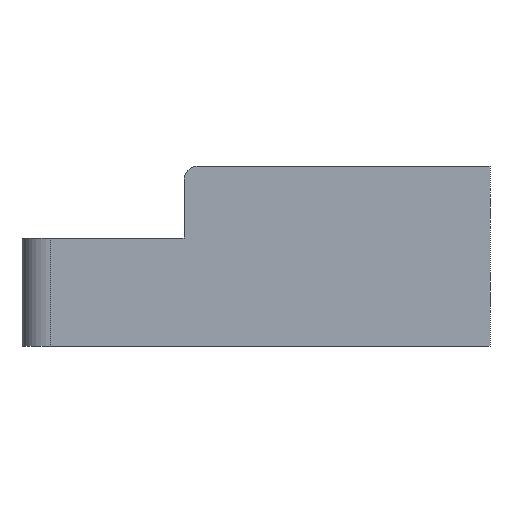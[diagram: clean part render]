
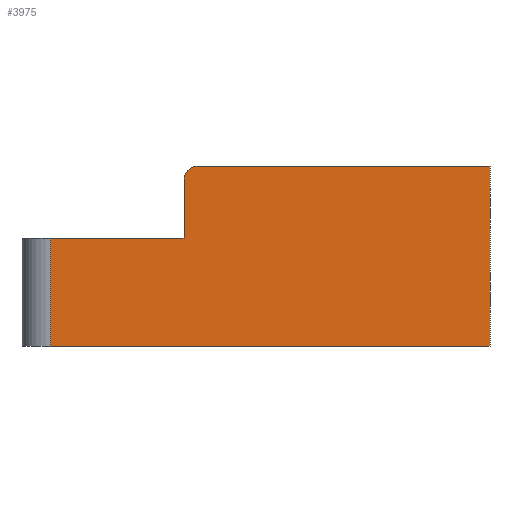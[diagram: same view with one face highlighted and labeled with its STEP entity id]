
A CAD part, left-side view. The second image highlights one B-rep face of the part: STEP entity #3975.
In plain terms, the highlighted planar face has unit normal (-1, 0, 0).
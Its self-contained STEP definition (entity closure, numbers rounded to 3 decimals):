
#32 = PLANE('',#33);
#33 = AXIS2_PLACEMENT_3D('',#34,#35,#36);
#34 = CARTESIAN_POINT('',(0.,0.,0.));
#35 = DIRECTION('',(0.,0.,1.));
#36 = DIRECTION('',(1.,0.,0.));
#114 = VERTEX_POINT('',#115);
#115 = CARTESIAN_POINT('',(0.,61.,0.));
#130 = CYLINDRICAL_SURFACE('',#131,4.);
#131 = AXIS2_PLACEMENT_3D('',#132,#133,#134);
#132 = CARTESIAN_POINT('',(4.,61.,0.));
#133 = DIRECTION('',(0.,0.,1.));
#134 = DIRECTION('',(0.,1.,0.));
#142 = EDGE_CURVE('',#143,#114,#145,.T.);
#143 = VERTEX_POINT('',#144);
#144 = CARTESIAN_POINT('',(0.,0.,0.));
#145 = SURFACE_CURVE('',#146,(#150,#157),.PCURVE_S1.);
#146 = LINE('',#147,#148);
#147 = CARTESIAN_POINT('',(0.,0.,0.));
#148 = VECTOR('',#149,1.);
#149 = DIRECTION('',(0.,1.,0.));
#150 = PCURVE('',#32,#151);
#151 = DEFINITIONAL_REPRESENTATION('',(#152),#156);
#152 = LINE('',#153,#154);
#153 = CARTESIAN_POINT('',(0.,0.));
#154 = VECTOR('',#155,1.);
#155 = DIRECTION('',(0.,1.));
#156 = ( GEOMETRIC_REPRESENTATION_CONTEXT(2) 
PARAMETRIC_REPRESENTATION_CONTEXT() REPRESENTATION_CONTEXT('2D SPACE',''
  ) );
#157 = PCURVE('',#158,#163);
#158 = PLANE('',#159);
#159 = AXIS2_PLACEMENT_3D('',#160,#161,#162);
#160 = CARTESIAN_POINT('',(0.,0.,0.));
#161 = DIRECTION('',(-1.,0.,0.));
#162 = DIRECTION('',(0.,0.,-1.));
#163 = DEFINITIONAL_REPRESENTATION('',(#164),#168);
#164 = LINE('',#165,#166);
#165 = CARTESIAN_POINT('',(0.,0.));
#166 = VECTOR('',#167,1.);
#167 = DIRECTION('',(0.,-1.));
#168 = ( GEOMETRIC_REPRESENTATION_CONTEXT(2) 
PARAMETRIC_REPRESENTATION_CONTEXT() REPRESENTATION_CONTEXT('2D SPACE',''
  ) );
#186 = PLANE('',#187);
#187 = AXIS2_PLACEMENT_3D('',#188,#189,#190);
#188 = CARTESIAN_POINT('',(0.,0.,0.));
#189 = DIRECTION('',(0.,1.,0.));
#190 = DIRECTION('',(0.,0.,1.));
#599 = PLANE('',#600);
#600 = AXIS2_PLACEMENT_3D('',#601,#602,#603);
#601 = CARTESIAN_POINT('',(0.,0.,15.));
#602 = DIRECTION('',(0.,0.,1.));
#603 = DIRECTION('',(1.,0.,0.));
#928 = PLANE('',#929);
#929 = AXIS2_PLACEMENT_3D('',#930,#931,#932);
#930 = CARTESIAN_POINT('',(26.488,30.5,25.));
#931 = DIRECTION('',(0.,0.,1.));
#932 = DIRECTION('',(1.,0.,0.));
#2609 = EDGE_CURVE('',#114,#2610,#2612,.T.);
#2610 = VERTEX_POINT('',#2611);
#2611 = CARTESIAN_POINT('',(0.,61.,15.));
#2612 = SURFACE_CURVE('',#2613,(#2617,#2624),.PCURVE_S1.);
#2613 = LINE('',#2614,#2615);
#2614 = CARTESIAN_POINT('',(0.,61.,0.));
#2615 = VECTOR('',#2616,1.);
#2616 = DIRECTION('',(0.,0.,1.));
#2617 = PCURVE('',#130,#2618);
#2618 = DEFINITIONAL_REPRESENTATION('',(#2619),#2623);
#2619 = LINE('',#2620,#2621);
#2620 = CARTESIAN_POINT('',(1.571,0.));
#2621 = VECTOR('',#2622,1.);
#2622 = DIRECTION('',(0.,1.));
#2623 = ( GEOMETRIC_REPRESENTATION_CONTEXT(2) 
PARAMETRIC_REPRESENTATION_CONTEXT() REPRESENTATION_CONTEXT('2D SPACE',''
  ) );
#2624 = PCURVE('',#158,#2625);
#2625 = DEFINITIONAL_REPRESENTATION('',(#2626),#2630);
#2626 = LINE('',#2627,#2628);
#2627 = CARTESIAN_POINT('',(0.,-61.));
#2628 = VECTOR('',#2629,1.);
#2629 = DIRECTION('',(-1.,0.));
#2630 = ( GEOMETRIC_REPRESENTATION_CONTEXT(2) 
PARAMETRIC_REPRESENTATION_CONTEXT() REPRESENTATION_CONTEXT('2D SPACE',''
  ) );
#3004 = EDGE_CURVE('',#3005,#2610,#3007,.T.);
#3005 = VERTEX_POINT('',#3006);
#3006 = CARTESIAN_POINT('',(0.,42.5,15.));
#3007 = SURFACE_CURVE('',#3008,(#3012,#3019),.PCURVE_S1.);
#3008 = LINE('',#3009,#3010);
#3009 = CARTESIAN_POINT('',(0.,0.,15.));
#3010 = VECTOR('',#3011,1.);
#3011 = DIRECTION('',(0.,1.,0.));
#3012 = PCURVE('',#599,#3013);
#3013 = DEFINITIONAL_REPRESENTATION('',(#3014),#3018);
#3014 = LINE('',#3015,#3016);
#3015 = CARTESIAN_POINT('',(0.,0.));
#3016 = VECTOR('',#3017,1.);
#3017 = DIRECTION('',(0.,1.));
#3018 = ( GEOMETRIC_REPRESENTATION_CONTEXT(2) 
PARAMETRIC_REPRESENTATION_CONTEXT() REPRESENTATION_CONTEXT('2D SPACE',''
  ) );
#3019 = PCURVE('',#158,#3020);
#3020 = DEFINITIONAL_REPRESENTATION('',(#3021),#3025);
#3021 = LINE('',#3022,#3023);
#3022 = CARTESIAN_POINT('',(-15.,0.));
#3023 = VECTOR('',#3024,1.);
#3024 = DIRECTION('',(0.,-1.));
#3025 = ( GEOMETRIC_REPRESENTATION_CONTEXT(2) 
PARAMETRIC_REPRESENTATION_CONTEXT() REPRESENTATION_CONTEXT('2D SPACE',''
  ) );
#3041 = PLANE('',#3042);
#3042 = AXIS2_PLACEMENT_3D('',#3043,#3044,#3045);
#3043 = CARTESIAN_POINT('',(0.,42.5,15.));
#3044 = DIRECTION('',(0.,1.,0.));
#3045 = DIRECTION('',(0.,0.,1.));
#3642 = EDGE_CURVE('',#3005,#3643,#3645,.T.);
#3643 = VERTEX_POINT('',#3644);
#3644 = CARTESIAN_POINT('',(0.,42.5,23.));
#3645 = SURFACE_CURVE('',#3646,(#3650,#3657),.PCURVE_S1.);
#3646 = LINE('',#3647,#3648);
#3647 = CARTESIAN_POINT('',(0.,42.5,15.));
#3648 = VECTOR('',#3649,1.);
#3649 = DIRECTION('',(0.,0.,1.));
#3650 = PCURVE('',#3041,#3651);
#3651 = DEFINITIONAL_REPRESENTATION('',(#3652),#3656);
#3652 = LINE('',#3653,#3654);
#3653 = CARTESIAN_POINT('',(0.,0.));
#3654 = VECTOR('',#3655,1.);
#3655 = DIRECTION('',(1.,0.));
#3656 = ( GEOMETRIC_REPRESENTATION_CONTEXT(2) 
PARAMETRIC_REPRESENTATION_CONTEXT() REPRESENTATION_CONTEXT('2D SPACE',''
  ) );
#3657 = PCURVE('',#158,#3658);
#3658 = DEFINITIONAL_REPRESENTATION('',(#3659),#3663);
#3659 = LINE('',#3660,#3661);
#3660 = CARTESIAN_POINT('',(-15.,-42.5));
#3661 = VECTOR('',#3662,1.);
#3662 = DIRECTION('',(-1.,0.));
#3663 = ( GEOMETRIC_REPRESENTATION_CONTEXT(2) 
PARAMETRIC_REPRESENTATION_CONTEXT() REPRESENTATION_CONTEXT('2D SPACE',''
  ) );
#3681 = CYLINDRICAL_SURFACE('',#3682,2.);
#3682 = AXIS2_PLACEMENT_3D('',#3683,#3684,#3685);
#3683 = CARTESIAN_POINT('',(16.,40.5,23.));
#3684 = DIRECTION('',(-1.,0.,0.));
#3685 = DIRECTION('',(0.,0.,1.));
#3848 = EDGE_CURVE('',#3849,#3643,#3851,.T.);
#3849 = VERTEX_POINT('',#3850);
#3850 = CARTESIAN_POINT('',(0.,40.5,25.));
#3851 = SURFACE_CURVE('',#3852,(#3857,#3864),.PCURVE_S1.);
#3852 = CIRCLE('',#3853,2.);
#3853 = AXIS2_PLACEMENT_3D('',#3854,#3855,#3856);
#3854 = CARTESIAN_POINT('',(0.,40.5,23.));
#3855 = DIRECTION('',(-1.,0.,0.));
#3856 = DIRECTION('',(0.,0.,-1.));
#3857 = PCURVE('',#3681,#3858);
#3858 = DEFINITIONAL_REPRESENTATION('',(#3859),#3863);
#3859 = LINE('',#3860,#3861);
#3860 = CARTESIAN_POINT('',(-3.142,16.));
#3861 = VECTOR('',#3862,1.);
#3862 = DIRECTION('',(1.,0.));
#3863 = ( GEOMETRIC_REPRESENTATION_CONTEXT(2) 
PARAMETRIC_REPRESENTATION_CONTEXT() REPRESENTATION_CONTEXT('2D SPACE',''
  ) );
#3864 = PCURVE('',#158,#3865);
#3865 = DEFINITIONAL_REPRESENTATION('',(#3866),#3870);
#3866 = CIRCLE('',#3867,2.);
#3867 = AXIS2_PLACEMENT_2D('',#3868,#3869);
#3868 = CARTESIAN_POINT('',(-23.,-40.5));
#3869 = DIRECTION('',(1.,0.));
#3870 = ( GEOMETRIC_REPRESENTATION_CONTEXT(2) 
PARAMETRIC_REPRESENTATION_CONTEXT() REPRESENTATION_CONTEXT('2D SPACE',''
  ) );
#3901 = VERTEX_POINT('',#3902);
#3902 = CARTESIAN_POINT('',(0.,0.,25.));
#3923 = EDGE_CURVE('',#3924,#3901,#3926,.T.);
#3924 = VERTEX_POINT('',#3925);
#3925 = CARTESIAN_POINT('',(0.,0.,15.));
#3926 = SURFACE_CURVE('',#3927,(#3931,#3938),.PCURVE_S1.);
#3927 = LINE('',#3928,#3929);
#3928 = CARTESIAN_POINT('',(0.,0.,15.));
#3929 = VECTOR('',#3930,1.);
#3930 = DIRECTION('',(0.,0.,1.));
#3931 = PCURVE('',#186,#3932);
#3932 = DEFINITIONAL_REPRESENTATION('',(#3933),#3937);
#3933 = LINE('',#3934,#3935);
#3934 = CARTESIAN_POINT('',(15.,0.));
#3935 = VECTOR('',#3936,1.);
#3936 = DIRECTION('',(1.,0.));
#3937 = ( GEOMETRIC_REPRESENTATION_CONTEXT(2) 
PARAMETRIC_REPRESENTATION_CONTEXT() REPRESENTATION_CONTEXT('2D SPACE',''
  ) );
#3938 = PCURVE('',#158,#3939);
#3939 = DEFINITIONAL_REPRESENTATION('',(#3940),#3944);
#3940 = LINE('',#3941,#3942);
#3941 = CARTESIAN_POINT('',(-15.,0.));
#3942 = VECTOR('',#3943,1.);
#3943 = DIRECTION('',(-1.,0.));
#3944 = ( GEOMETRIC_REPRESENTATION_CONTEXT(2) 
PARAMETRIC_REPRESENTATION_CONTEXT() REPRESENTATION_CONTEXT('2D SPACE',''
  ) );
#3946 = EDGE_CURVE('',#143,#3924,#3947,.T.);
#3947 = SURFACE_CURVE('',#3948,(#3952,#3959),.PCURVE_S1.);
#3948 = LINE('',#3949,#3950);
#3949 = CARTESIAN_POINT('',(0.,0.,0.));
#3950 = VECTOR('',#3951,1.);
#3951 = DIRECTION('',(0.,0.,1.));
#3952 = PCURVE('',#186,#3953);
#3953 = DEFINITIONAL_REPRESENTATION('',(#3954),#3958);
#3954 = LINE('',#3955,#3956);
#3955 = CARTESIAN_POINT('',(0.,0.));
#3956 = VECTOR('',#3957,1.);
#3957 = DIRECTION('',(1.,0.));
#3958 = ( GEOMETRIC_REPRESENTATION_CONTEXT(2) 
PARAMETRIC_REPRESENTATION_CONTEXT() REPRESENTATION_CONTEXT('2D SPACE',''
  ) );
#3959 = PCURVE('',#158,#3960);
#3960 = DEFINITIONAL_REPRESENTATION('',(#3961),#3965);
#3961 = LINE('',#3962,#3963);
#3962 = CARTESIAN_POINT('',(0.,0.));
#3963 = VECTOR('',#3964,1.);
#3964 = DIRECTION('',(-1.,0.));
#3965 = ( GEOMETRIC_REPRESENTATION_CONTEXT(2) 
PARAMETRIC_REPRESENTATION_CONTEXT() REPRESENTATION_CONTEXT('2D SPACE',''
  ) );
#3975 = ADVANCED_FACE('',(#3976),#158,.T.);
#3976 = FACE_BOUND('',#3977,.T.);
#3977 = EDGE_LOOP('',(#3978,#3979,#3980,#3981,#4002,#4003,#4004,#4005));
#3978 = ORIENTED_EDGE('',*,*,#142,.F.);
#3979 = ORIENTED_EDGE('',*,*,#3946,.T.);
#3980 = ORIENTED_EDGE('',*,*,#3923,.T.);
#3981 = ORIENTED_EDGE('',*,*,#3982,.T.);
#3982 = EDGE_CURVE('',#3901,#3849,#3983,.T.);
#3983 = SURFACE_CURVE('',#3984,(#3988,#3995),.PCURVE_S1.);
#3984 = LINE('',#3985,#3986);
#3985 = CARTESIAN_POINT('',(0.,0.,25.));
#3986 = VECTOR('',#3987,1.);
#3987 = DIRECTION('',(0.,1.,0.));
#3988 = PCURVE('',#158,#3989);
#3989 = DEFINITIONAL_REPRESENTATION('',(#3990),#3994);
#3990 = LINE('',#3991,#3992);
#3991 = CARTESIAN_POINT('',(-25.,0.));
#3992 = VECTOR('',#3993,1.);
#3993 = DIRECTION('',(0.,-1.));
#3994 = ( GEOMETRIC_REPRESENTATION_CONTEXT(2) 
PARAMETRIC_REPRESENTATION_CONTEXT() REPRESENTATION_CONTEXT('2D SPACE',''
  ) );
#3995 = PCURVE('',#928,#3996);
#3996 = DEFINITIONAL_REPRESENTATION('',(#3997),#4001);
#3997 = LINE('',#3998,#3999);
#3998 = CARTESIAN_POINT('',(-26.488,-30.5));
#3999 = VECTOR('',#4000,1.);
#4000 = DIRECTION('',(0.,1.));
#4001 = ( GEOMETRIC_REPRESENTATION_CONTEXT(2) 
PARAMETRIC_REPRESENTATION_CONTEXT() REPRESENTATION_CONTEXT('2D SPACE',''
  ) );
#4002 = ORIENTED_EDGE('',*,*,#3848,.T.);
#4003 = ORIENTED_EDGE('',*,*,#3642,.F.);
#4004 = ORIENTED_EDGE('',*,*,#3004,.T.);
#4005 = ORIENTED_EDGE('',*,*,#2609,.F.);
